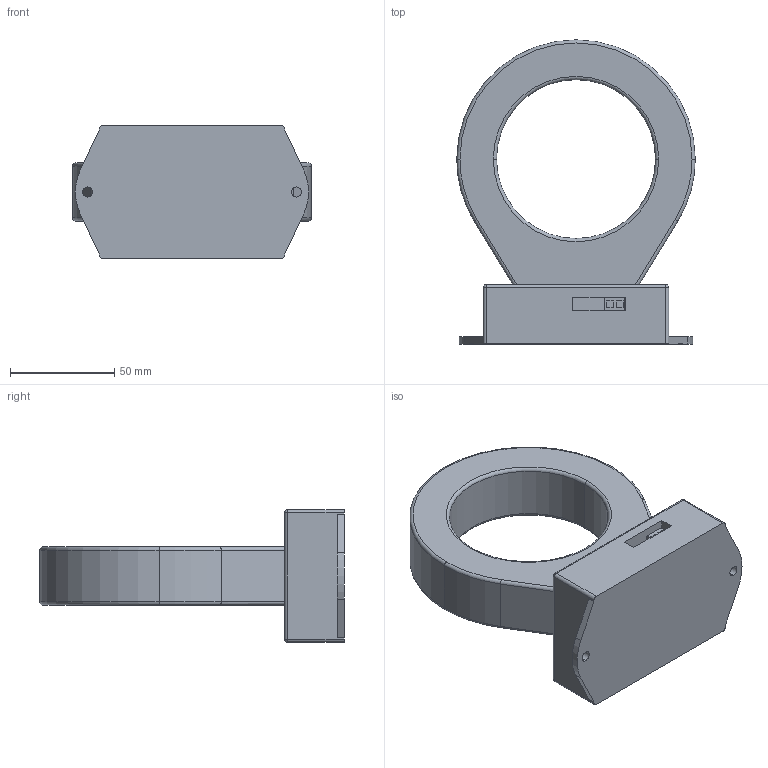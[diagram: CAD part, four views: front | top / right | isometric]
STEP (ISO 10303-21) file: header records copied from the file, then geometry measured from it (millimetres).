
FILE_DESCRIPTION (( 'STEP AP214' ), '1' );
FILE_NAME ('ACTR750-42L-F.step', '2018-05-03T12:16:08', ( '' ), ( '' ), 'SwSTEP 2.0', 'SolidWorks 2017', '' );
FILE_SCHEMA (( 'AUTOMOTIVE_DESIGN' ));
Length unit declared in the file: inch
Products named in the file (1): ACTR750-42L-F
Bounding box: 114.3 x 145.8 x 63.5 mm (x, y, z)
Volume: 334049.3 mm3; surface area: 48550.3 mm2
Topology: 4 solids, 4 shells, 101 faces, 262 edges, 164 vertices
Faces by surface type: plane 56, cylinder 31, torus 10, sphere 4
Entity records: 3157 total; most frequent: DIRECTION 550, CARTESIAN_POINT 536, ORIENTED_EDGE 516, EDGE_CURVE 258, AXIS2_PLACEMENT_3D 194, VERTEX_POINT 164, LINE 162, VECTOR 162
